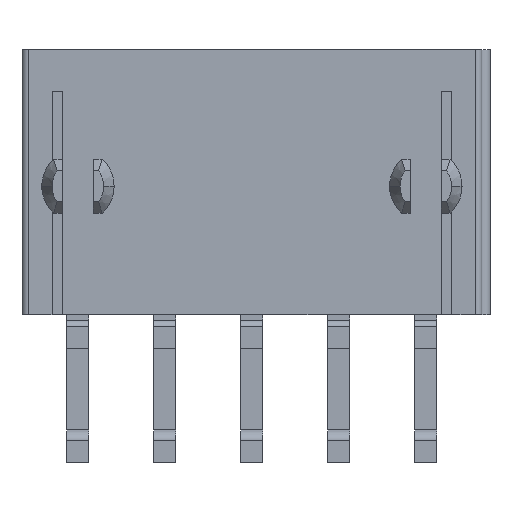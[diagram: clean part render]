
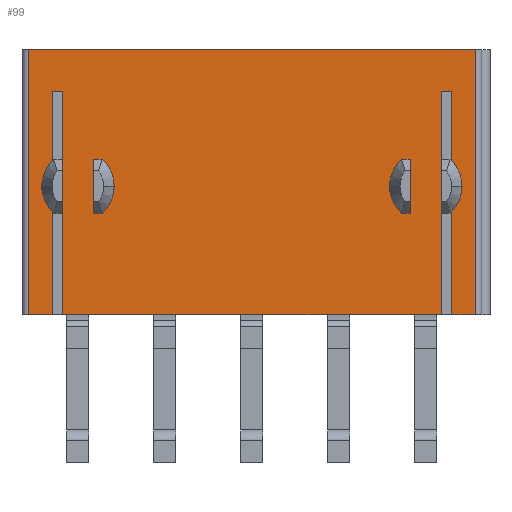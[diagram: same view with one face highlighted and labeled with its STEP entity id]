
A CAD part, front view. The second image highlights one B-rep face of the part: STEP entity #99.
In plain terms, the highlighted planar face has unit normal (0, -1, 0).
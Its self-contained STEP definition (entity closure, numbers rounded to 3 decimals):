
#99=ADVANCED_FACE('',(#436,#437,#438),#439,.T.);
#436=FACE_OUTER_BOUND('',#1054,.T.);
#437=FACE_BOUND('',#1055,.T.);
#438=FACE_BOUND('',#1056,.T.);
#439=PLANE('',#1057);
#1054=EDGE_LOOP('',(#1829,#1830,#1831,#1832,#1833,#1834,#1835,#1836,#1837,#1838,#1839,#1840,#1841,#1842,#1843,#1844,#1845,#1846));
#1055=EDGE_LOOP('',(#1847,#1848,#1849));
#1056=EDGE_LOOP('',(#1850,#1851,#1852));
#1057=AXIS2_PLACEMENT_3D('',#1853,#1854,#1855);
#1829=ORIENTED_EDGE('',*,*,#4053,.F.);
#1830=ORIENTED_EDGE('',*,*,#4054,.T.);
#1831=ORIENTED_EDGE('',*,*,#3969,.T.);
#1832=ORIENTED_EDGE('',*,*,#4055,.F.);
#1833=ORIENTED_EDGE('',*,*,#4056,.F.);
#1834=ORIENTED_EDGE('',*,*,#4057,.T.);
#1835=ORIENTED_EDGE('',*,*,#3978,.T.);
#1836=ORIENTED_EDGE('',*,*,#4052,.F.);
#1837=ORIENTED_EDGE('',*,*,#4058,.F.);
#1838=ORIENTED_EDGE('',*,*,#4059,.T.);
#1839=ORIENTED_EDGE('',*,*,#3949,.T.);
#1840=ORIENTED_EDGE('',*,*,#4060,.T.);
#1841=ORIENTED_EDGE('',*,*,#4061,.T.);
#1842=ORIENTED_EDGE('',*,*,#4062,.F.);
#1843=ORIENTED_EDGE('',*,*,#4063,.T.);
#1844=ORIENTED_EDGE('',*,*,#4064,.F.);
#1845=ORIENTED_EDGE('',*,*,#4065,.T.);
#1846=ORIENTED_EDGE('',*,*,#4066,.F.);
#1847=ORIENTED_EDGE('',*,*,#4067,.T.);
#1848=ORIENTED_EDGE('',*,*,#4068,.T.);
#1849=ORIENTED_EDGE('',*,*,#3957,.T.);
#1850=ORIENTED_EDGE('',*,*,#4069,.T.);
#1851=ORIENTED_EDGE('',*,*,#3971,.T.);
#1852=ORIENTED_EDGE('',*,*,#4070,.T.);
#1853=CARTESIAN_POINT('',(11.1,0.4,0.0));
#1854=DIRECTION('',(0.0,-1.0,0.0));
#1855=DIRECTION('',(0.0,0.0,-1.0));
#3949=EDGE_CURVE('',#4765,#4762,#4766,.T.);
#3957=EDGE_CURVE('',#4775,#4779,#4781,.T.);
#3969=EDGE_CURVE('',#4793,#4801,#4803,.T.);
#3971=EDGE_CURVE('',#4807,#4804,#4808,.T.);
#3978=EDGE_CURVE('',#4821,#4819,#4822,.T.);
#4052=EDGE_CURVE('',#4959,#4819,#4961,.T.);
#4053=EDGE_CURVE('',#4962,#4963,#4964,.T.);
#4054=EDGE_CURVE('',#4962,#4793,#4965,.T.);
#4055=EDGE_CURVE('',#4966,#4801,#4967,.T.);
#4056=EDGE_CURVE('',#4968,#4966,#4969,.T.);
#4057=EDGE_CURVE('',#4968,#4821,#4970,.T.);
#4058=EDGE_CURVE('',#4971,#4959,#4972,.T.);
#4059=EDGE_CURVE('',#4971,#4765,#4973,.T.);
#4060=EDGE_CURVE('',#4762,#4974,#4975,.T.);
#4061=EDGE_CURVE('',#4974,#4976,#4977,.T.);
#4062=EDGE_CURVE('',#4978,#4976,#4979,.T.);
#4063=EDGE_CURVE('',#4978,#4980,#4981,.T.);
#4064=EDGE_CURVE('',#4982,#4980,#4983,.T.);
#4065=EDGE_CURVE('',#4982,#4984,#4985,.T.);
#4066=EDGE_CURVE('',#4963,#4984,#4986,.T.);
#4067=EDGE_CURVE('',#4779,#4987,#4988,.T.);
#4068=EDGE_CURVE('',#4987,#4775,#4989,.T.);
#4069=EDGE_CURVE('',#4990,#4807,#4991,.T.);
#4070=EDGE_CURVE('',#4804,#4990,#4992,.T.);
#4762=VERTEX_POINT('',#5966);
#4765=VERTEX_POINT('',#5970);
#4766=CIRCLE('',#5971,1.5);
#4775=VERTEX_POINT('',#5982);
#4779=VERTEX_POINT('',#5987);
#4781=CIRCLE('',#5990,1.5);
#4793=VERTEX_POINT('',#6010);
#4801=VERTEX_POINT('',#6020);
#4803=CIRCLE('',#6023,1.5);
#4804=VERTEX_POINT('',#6024);
#4807=VERTEX_POINT('',#6028);
#4808=CIRCLE('',#6029,1.5);
#4819=VERTEX_POINT('',#6043);
#4821=VERTEX_POINT('',#6045);
#4822=LINE('',#6046,#6047);
#4959=VERTEX_POINT('',#6252);
#4961=LINE('',#6254,#6255);
#4962=VERTEX_POINT('',#6256);
#4963=VERTEX_POINT('',#6257);
#4964=LINE('',#6258,#6259);
#4965=CIRCLE('',#6260,1.5);
#4966=VERTEX_POINT('',#6261);
#4967=LINE('',#6262,#6263);
#4968=VERTEX_POINT('',#6264);
#4969=LINE('',#6265,#6266);
#4970=LINE('',#6267,#6268);
#4971=VERTEX_POINT('',#6269);
#4972=LINE('',#6270,#6271);
#4973=LINE('',#6272,#6273);
#4974=VERTEX_POINT('',#6274);
#4975=CIRCLE('',#6275,1.5);
#4976=VERTEX_POINT('',#6276);
#4977=LINE('',#6277,#6278);
#4978=VERTEX_POINT('',#6279);
#4979=LINE('',#6280,#6281);
#4980=VERTEX_POINT('',#6282);
#4981=LINE('',#6283,#6284);
#4982=VERTEX_POINT('',#6285);
#4983=LINE('',#6286,#6287);
#4984=VERTEX_POINT('',#6288);
#4985=LINE('',#6289,#6290);
#4986=LINE('',#6291,#6292);
#4987=VERTEX_POINT('',#6293);
#4988=LINE('',#6294,#6295);
#4989=CIRCLE('',#6296,1.5);
#4990=VERTEX_POINT('',#6297);
#4991=LINE('',#6298,#6299);
#4992=CIRCLE('',#6300,1.5);
#5966=CARTESIAN_POINT('',(-9.9,0.4,-6.6));
#5970=CARTESIAN_POINT('',(-9.65,0.4,-7.429));
#5971=AXIS2_PLACEMENT_3D('',#7769,#7770,#7771);
#5982=CARTESIAN_POINT('',(-6.9,0.4,-6.6));
#5987=CARTESIAN_POINT('',(-7.65,0.4,-7.899));
#5990=AXIS2_PLACEMENT_3D('',#7785,#7786,#7787);
#6010=CARTESIAN_POINT('',(9.9,0.4,-6.6));
#6020=CARTESIAN_POINT('',(9.65,0.4,-7.429));
#6023=AXIS2_PLACEMENT_3D('',#7805,#7806,#7807);
#6024=CARTESIAN_POINT('',(6.9,0.4,-6.6));
#6028=CARTESIAN_POINT('',(7.65,0.4,-7.899));
#6029=AXIS2_PLACEMENT_3D('',#7809,#7810,#7811);
#6043=CARTESIAN_POINT('',(-10.8,0.4,0.0));
#6045=CARTESIAN_POINT('',(10.8,0.4,0.0));
#6046=CARTESIAN_POINT('',(10.8,0.4,0.0));
#6047=VECTOR('',#7824,21.6);
#6252=CARTESIAN_POINT('',(-10.8,0.4,-12.8));
#6254=CARTESIAN_POINT('',(-10.8,0.4,-12.8));
#6255=VECTOR('',#7908,12.8);
#6256=CARTESIAN_POINT('',(9.65,0.4,-5.771));
#6257=CARTESIAN_POINT('',(9.65,0.4,-2.0));
#6258=CARTESIAN_POINT('',(9.65,0.4,-5.771));
#6259=VECTOR('',#7909,3.771);
#6260=AXIS2_PLACEMENT_3D('',#7910,#7911,#7912);
#6261=CARTESIAN_POINT('',(9.65,0.4,-12.8));
#6262=CARTESIAN_POINT('',(9.65,0.4,-12.8));
#6263=VECTOR('',#7913,5.371);
#6264=CARTESIAN_POINT('',(10.8,0.4,-12.8));
#6265=CARTESIAN_POINT('',(10.8,0.4,-12.8));
#6266=VECTOR('',#7914,1.15);
#6267=CARTESIAN_POINT('',(10.8,0.4,-12.8));
#6268=VECTOR('',#7915,12.8);
#6269=CARTESIAN_POINT('',(-9.65,0.4,-12.8));
#6270=CARTESIAN_POINT('',(-9.65,0.4,-12.8));
#6271=VECTOR('',#7916,1.15);
#6272=CARTESIAN_POINT('',(-9.65,0.4,-12.8));
#6273=VECTOR('',#7917,5.371);
#6274=CARTESIAN_POINT('',(-9.65,0.4,-5.771));
#6275=AXIS2_PLACEMENT_3D('',#7918,#7919,#7920);
#6276=CARTESIAN_POINT('',(-9.65,0.4,-2.0));
#6277=CARTESIAN_POINT('',(-9.65,0.4,-5.771));
#6278=VECTOR('',#7921,3.771);
#6279=CARTESIAN_POINT('',(-9.15,0.4,-2.0));
#6280=CARTESIAN_POINT('',(-9.15,0.4,-2.0));
#6281=VECTOR('',#7922,0.5);
#6282=CARTESIAN_POINT('',(-9.15,0.4,-12.8));
#6283=CARTESIAN_POINT('',(-9.15,0.4,-2.0));
#6284=VECTOR('',#7923,10.8);
#6285=CARTESIAN_POINT('',(9.15,0.4,-12.8));
#6286=CARTESIAN_POINT('',(9.15,0.4,-12.8));
#6287=VECTOR('',#7924,18.3);
#6288=CARTESIAN_POINT('',(9.15,0.4,-2.0));
#6289=CARTESIAN_POINT('',(9.15,0.4,-12.8));
#6290=VECTOR('',#7925,10.8);
#6291=CARTESIAN_POINT('',(9.65,0.4,-2.0));
#6292=VECTOR('',#7926,0.5);
#6293=CARTESIAN_POINT('',(-7.65,0.4,-5.301));
#6294=CARTESIAN_POINT('',(-7.65,0.4,-7.899));
#6295=VECTOR('',#7927,2.598);
#6296=AXIS2_PLACEMENT_3D('',#7928,#7929,#7930);
#6297=CARTESIAN_POINT('',(7.65,0.4,-5.301));
#6298=CARTESIAN_POINT('',(7.65,0.4,-5.301));
#6299=VECTOR('',#7931,2.598);
#6300=AXIS2_PLACEMENT_3D('',#7932,#7933,#7934);
#7769=CARTESIAN_POINT('',(-8.4,0.4,-6.6));
#7770=DIRECTION('',(0.0,1.0,0.0));
#7771=DIRECTION('',(-0.833,0.0,-0.553));
#7785=CARTESIAN_POINT('',(-8.4,0.4,-6.6));
#7786=DIRECTION('',(-0.0,1.0,0.0));
#7787=DIRECTION('',(0.5,0.0,0.866));
#7805=CARTESIAN_POINT('',(8.4,0.4,-6.6));
#7806=DIRECTION('',(-0.0,1.0,0.0));
#7807=DIRECTION('',(0.833,0.0,0.553));
#7809=CARTESIAN_POINT('',(8.4,0.4,-6.6));
#7810=DIRECTION('',(0.0,1.0,0.0));
#7811=DIRECTION('',(-0.5,0.0,-0.866));
#7824=DIRECTION('',(-1.0,0.0,0.0));
#7908=DIRECTION('',(0.0,0.0,1.0));
#7909=DIRECTION('',(0.0,0.0,1.0));
#7910=CARTESIAN_POINT('',(8.4,0.4,-6.6));
#7911=DIRECTION('',(-0.0,1.0,0.0));
#7912=DIRECTION('',(0.833,0.0,0.553));
#7913=DIRECTION('',(0.0,0.0,1.0));
#7914=DIRECTION('',(-1.0,0.0,0.0));
#7915=DIRECTION('',(0.0,0.0,1.0));
#7916=DIRECTION('',(-1.0,0.0,0.0));
#7917=DIRECTION('',(0.0,0.0,1.0));
#7918=CARTESIAN_POINT('',(-8.4,0.4,-6.6));
#7919=DIRECTION('',(0.0,1.0,0.0));
#7920=DIRECTION('',(-0.833,0.0,-0.553));
#7921=DIRECTION('',(0.0,0.0,1.0));
#7922=DIRECTION('',(-1.0,0.0,0.0));
#7923=DIRECTION('',(0.0,0.0,-1.0));
#7924=DIRECTION('',(-1.0,0.0,0.0));
#7925=DIRECTION('',(0.0,0.0,1.0));
#7926=DIRECTION('',(-1.0,0.0,0.0));
#7927=DIRECTION('',(0.0,0.0,1.0));
#7928=CARTESIAN_POINT('',(-8.4,0.4,-6.6));
#7929=DIRECTION('',(-0.0,1.0,0.0));
#7930=DIRECTION('',(0.5,0.0,0.866));
#7931=DIRECTION('',(0.0,0.0,-1.0));
#7932=CARTESIAN_POINT('',(8.4,0.4,-6.6));
#7933=DIRECTION('',(0.0,1.0,0.0));
#7934=DIRECTION('',(-0.5,0.0,-0.866));
